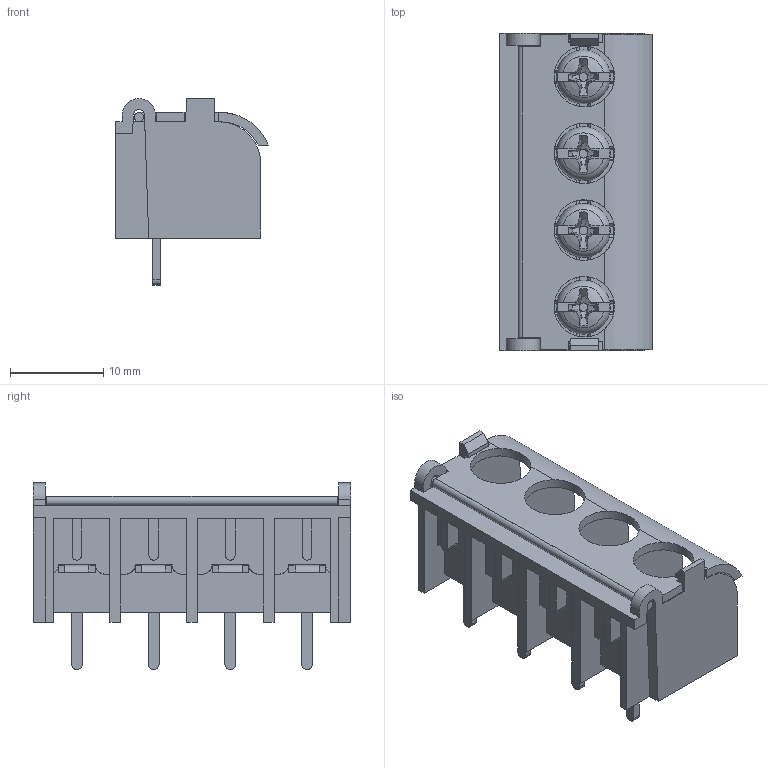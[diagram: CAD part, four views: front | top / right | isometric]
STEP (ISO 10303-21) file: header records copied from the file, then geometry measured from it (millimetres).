
FILE_DESCRIPTION( ( 'Unknown' ), '1' );
FILE_NAME( 'T42-ES1104.stp', 'Unknown', ( 'Unknown' ), ( 'Unknown' ), 'XStep 1.0', 'Unknown', ' ' );
FILE_SCHEMA( ( 'automotive_design' ) );
Length unit declared in the file: millimetre
Products named in the file (1): 1
Bounding box: 16.42 x 34.16 x 20.1 mm (x, y, z)
Volume: 3874.6 mm3; surface area: 5267.9 mm2
Topology: 1 solids, 1 shells, 973 faces, 3015 edges, 1942 vertices
Faces by surface type: plane 627, cylinder 163, bspline 112, torus 40, cone 23, sphere 8
Full cylindrical faces by diameter (mm): 5.8 x4, 6.5 x4
Entity records: 43461 total; most frequent: CARTESIAN_POINT 9895, ORIENTED_EDGE 5974, DIRECTION 4803, EDGE_CURVE 2987, VERTEX_POINT 1934, LINE 1919, VECTOR 1919, AXIS2_PLACEMENT_3D 1442
